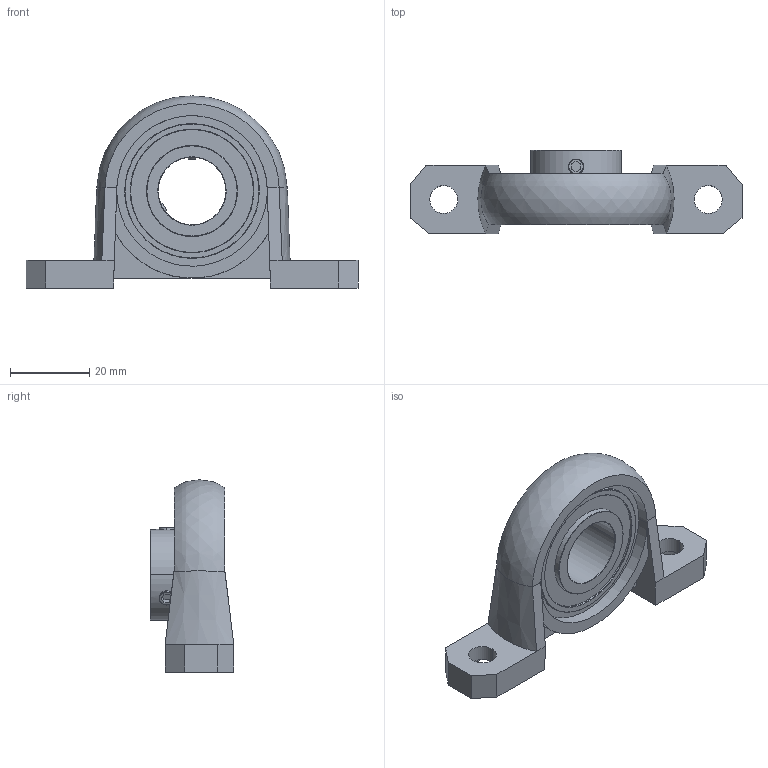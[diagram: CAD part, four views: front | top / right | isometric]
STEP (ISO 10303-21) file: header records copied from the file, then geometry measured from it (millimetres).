
FILE_DESCRIPTION(/* description */ (''),/* implementation_level */ '2;1');
FILE_NAME(/* name */ 'PILLOW~1',/* time_stamp */ '2023-12-26T12:56:12+03:00',/* author */ (''),/* organization */ (''),/* preprocessor_version */ 'ST-DEVELOPER v16.5',/* originating_system */ '',/* authorisation */ '');
FILE_SCHEMA (('AUTOMOTIVE_DESIGN'));
Length unit declared in the file: millimetre
Products named in the file (1): Document
Bounding box: 83.59 x 21.05 x 48.43 mm (x, y, z)
Volume: 8809.8 mm3; surface area: 16616.8 mm2
Topology: 8 solids, 9 shells, 152 faces, 358 edges, 224 vertices
Faces by surface type: plane 82, cylinder 43, bspline 27
Entity records: 4274 total; most frequent: CARTESIAN_POINT 1861, ORIENTED_EDGE 714, EDGE_CURVE 358, VERTEX_POINT 224, EDGE_LOOP 171, B_SPLINE_CURVE_WITH_KNOTS 159, ADVANCED_FACE 152, FACE_OUTER_BOUND 152
